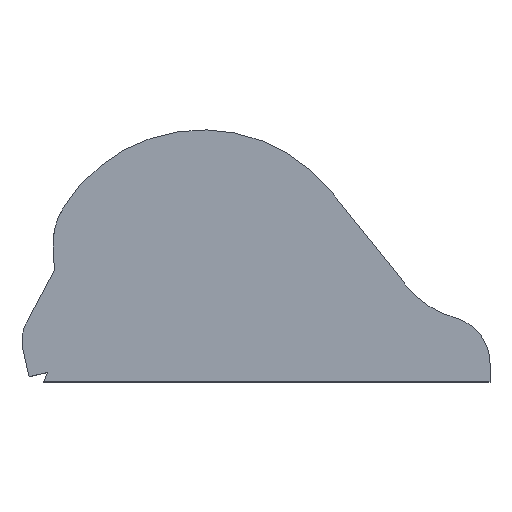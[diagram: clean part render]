
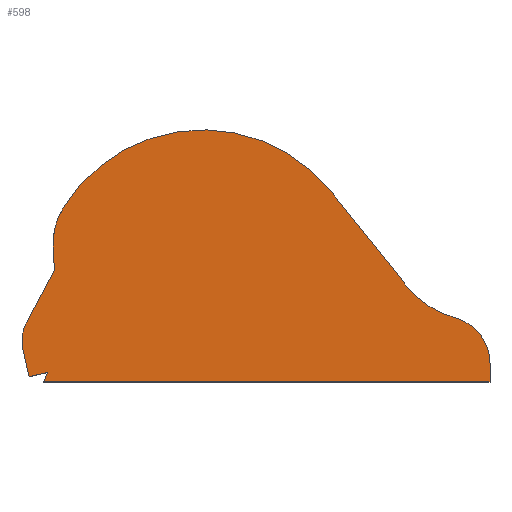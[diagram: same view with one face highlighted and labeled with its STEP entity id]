
A CAD part, top view. The second image highlights one B-rep face of the part: STEP entity #598.
In plain terms, the highlighted planar face has unit normal (0, 0, 1).
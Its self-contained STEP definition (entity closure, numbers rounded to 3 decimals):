
#9 = ORIENTED_EDGE ( 'NONE', *, *, #313, .T. ) ;
#10 = DIRECTION ( 'NONE',  ( 1., 0., 0. ) ) ;
#29 = VECTOR ( 'NONE', #167, 1000. ) ;
#30 = CARTESIAN_POINT ( 'NONE',  ( 4.941, 45.35, 0. ) ) ;
#38 = EDGE_CURVE ( 'NONE', #1294, #826, #623, .T. ) ;
#42 = CARTESIAN_POINT ( 'NONE',  ( 0., 0., 0. ) ) ;
#50 = CARTESIAN_POINT ( 'NONE',  ( 114.748, 41.407, 0. ) ) ;
#56 = DIRECTION ( 'NONE',  ( 0., 0., 1. ) ) ;
#59 = ORIENTED_EDGE ( 'NONE', *, *, #1128, .T. ) ;
#71 = CARTESIAN_POINT ( 'NONE',  ( 117., 0., 0. ) ) ;
#78 = CARTESIAN_POINT ( 'NONE',  ( 2.753, 29.162, 0. ) ) ;
#91 = CARTESIAN_POINT ( 'NONE',  ( -5.48, 8.61, 0. ) ) ;
#94 = CARTESIAN_POINT ( 'NONE',  ( 93.076, 27.911, 0. ) ) ;
#96 = EDGE_CURVE ( 'NONE', #637, #1124, #526, .T. ) ;
#106 = CARTESIAN_POINT ( 'NONE',  ( 1., 2.5, 0. ) ) ;
#107 = CARTESIAN_POINT ( 'NONE',  ( -4.541, 15.485, 0. ) ) ;
#113 = CIRCLE ( 'NONE', #746, 10. ) ;
#118 = LINE ( 'NONE', #524, #736 ) ;
#160 = ORIENTED_EDGE ( 'NONE', *, *, #753, .T. ) ;
#167 = DIRECTION ( 'NONE',  ( 0., 1., 0. ) ) ;
#178 = DIRECTION ( 'NONE',  ( -0.627, 0.779, 0. ) ) ;
#183 = DIRECTION ( 'NONE',  ( 1., 0., 0. ) ) ;
#184 = CARTESIAN_POINT ( 'NONE',  ( 104.5, 4.783, 0. ) ) ;
#193 = CARTESIAN_POINT ( 'NONE',  ( 1., 2.5, 0. ) ) ;
#198 = ORIENTED_EDGE ( 'NONE', *, *, #1162, .T. ) ;
#202 = ORIENTED_EDGE ( 'NONE', *, *, #373, .T. ) ;
#205 = VECTOR ( 'NONE', #178, 1000. ) ;
#214 = ORIENTED_EDGE ( 'NONE', *, *, #335, .T. ) ;
#216 = VERTEX_POINT ( 'NONE', #486 ) ;
#228 = VERTEX_POINT ( 'NONE', #91 ) ;
#231 = VECTOR ( 'NONE', #959, 1000. ) ;
#233 = VERTEX_POINT ( 'NONE', #494 ) ;
#253 = DIRECTION ( 'NONE',  ( 0., 0., -1. ) ) ;
#267 = VERTEX_POINT ( 'NONE', #1013 ) ;
#277 = LINE ( 'NONE', #71, #29 ) ;
#292 = CARTESIAN_POINT ( 'NONE',  ( -3.881, 1.415, 0. ) ) ;
#313 = EDGE_CURVE ( 'NONE', #233, #920, #790, .T. ) ;
#324 = AXIS2_PLACEMENT_3D ( 'NONE', #725, #719, #1008 ) ;
#335 = EDGE_CURVE ( 'NONE', #620, #1294, #277, .T. ) ;
#353 = EDGE_CURVE ( 'NONE', #999, #216, #1104, .T. ) ;
#373 = EDGE_CURVE ( 'NONE', #1124, #620, #118, .T. ) ;
#387 = DIRECTION ( 'NONE',  ( 0., 0., 1. ) ) ;
#393 = VECTOR ( 'NONE', #890, 1000. ) ;
#398 = EDGE_CURVE ( 'NONE', #267, #233, #857, .T. ) ;
#415 = ORIENTED_EDGE ( 'NONE', *, *, #874, .T. ) ;
#424 = DIRECTION ( 'NONE',  ( 0., 0., 1. ) ) ;
#429 = AXIS2_PLACEMENT_3D ( 'NONE', #824, #387, #183 ) ;
#433 = LINE ( 'NONE', #542, #231 ) ;
#439 = CIRCLE ( 'NONE', #821, 25.531 ) ;
#447 = CARTESIAN_POINT ( 'NONE',  ( -5.48, 8.61, 0. ) ) ;
#450 = VERTEX_POINT ( 'NONE', #30 ) ;
#484 = DIRECTION ( 'NONE',  ( -0.471, -0.882, 0. ) ) ;
#486 = CARTESIAN_POINT ( 'NONE',  ( 75.224, 50.074, 0. ) ) ;
#494 = CARTESIAN_POINT ( 'NONE',  ( 2.753, 29.162, 0. ) ) ;
#524 = CARTESIAN_POINT ( 'NONE',  ( 0., 0., 0. ) ) ;
#526 = LINE ( 'NONE', #106, #554 ) ;
#537 = VECTOR ( 'NONE', #1182, 1000. ) ;
#542 = CARTESIAN_POINT ( 'NONE',  ( -3.881, 1.415, 0. ) ) ;
#554 = VECTOR ( 'NONE', #925, 1000. ) ;
#598 = ADVANCED_FACE ( 'NONE', ( #899 ), #780, .T. ) ;
#606 = CARTESIAN_POINT ( 'NONE',  ( 117., 4.783, 0. ) ) ;
#620 = VERTEX_POINT ( 'NONE', #675 ) ;
#623 = CIRCLE ( 'NONE', #808, 12.5 ) ;
#637 = VERTEX_POINT ( 'NONE', #193 ) ;
#645 = ORIENTED_EDGE ( 'NONE', *, *, #870, .T. ) ;
#661 = ORIENTED_EDGE ( 'NONE', *, *, #353, .T. ) ;
#663 = DIRECTION ( 'NONE',  ( 1., 0., 0. ) ) ;
#667 = DIRECTION ( 'NONE',  ( 0., 0., 1. ) ) ;
#669 = ORIENTED_EDGE ( 'NONE', *, *, #38, .T. ) ;
#675 = CARTESIAN_POINT ( 'NONE',  ( 117., 0., 0. ) ) ;
#719 = DIRECTION ( 'NONE',  ( 0., 0., 1. ) ) ;
#725 = CARTESIAN_POINT ( 'NONE',  ( 19.488, 36.554, 0. ) ) ;
#732 = CARTESIAN_POINT ( 'NONE',  ( 104.5, 4.783, 0. ) ) ;
#736 = VECTOR ( 'NONE', #1046, 1000. ) ;
#746 = AXIS2_PLACEMENT_3D ( 'NONE', #980, #56, #1287 ) ;
#748 = AXIS2_PLACEMENT_3D ( 'NONE', #184, #667, #883 ) ;
#753 = EDGE_CURVE ( 'NONE', #228, #910, #1180, .T. ) ;
#756 = CARTESIAN_POINT ( 'NONE',  ( 2.5, 35.917, 0. ) ) ;
#778 = VECTOR ( 'NONE', #484, 1000. ) ;
#780 = PLANE ( 'NONE',  #748 ) ;
#790 = LINE ( 'NONE', #78, #778 ) ;
#808 = AXIS2_PLACEMENT_3D ( 'NONE', #732, #424, #10 ) ;
#821 = AXIS2_PLACEMENT_3D ( 'NONE', #50, #253, #663 ) ;
#824 = CARTESIAN_POINT ( 'NONE',  ( 41.736, 23.1, 0. ) ) ;
#826 = VERTEX_POINT ( 'NONE', #975 ) ;
#857 = LINE ( 'NONE', #756, #537 ) ;
#870 = EDGE_CURVE ( 'NONE', #450, #267, #921, .T. ) ;
#874 = EDGE_CURVE ( 'NONE', #216, #450, #1027, .T. ) ;
#883 = DIRECTION ( 'NONE',  ( 1., 0., 0. ) ) ;
#890 = DIRECTION ( 'NONE',  ( 0.217, -0.976, 0. ) ) ;
#899 = FACE_OUTER_BOUND ( 'NONE', #1145, .T. ) ;
#908 = ORIENTED_EDGE ( 'NONE', *, *, #1210, .T. ) ;
#910 = VERTEX_POINT ( 'NONE', #292 ) ;
#920 = VERTEX_POINT ( 'NONE', #107 ) ;
#921 = CIRCLE ( 'NONE', #324, 17. ) ;
#925 = DIRECTION ( 'NONE',  ( -0.371, -0.928, 0. ) ) ;
#959 = DIRECTION ( 'NONE',  ( 0.976, 0.217, 0. ) ) ;
#975 = CARTESIAN_POINT ( 'NONE',  ( 107.868, 16.82, 0. ) ) ;
#980 = CARTESIAN_POINT ( 'NONE',  ( 4.282, 10.779, 0. ) ) ;
#999 = VERTEX_POINT ( 'NONE', #1048 ) ;
#1008 = DIRECTION ( 'NONE',  ( 1., 0., 0. ) ) ;
#1013 = CARTESIAN_POINT ( 'NONE',  ( 2.5, 35.917, 0. ) ) ;
#1027 = CIRCLE ( 'NONE', #429, 43. ) ;
#1046 = DIRECTION ( 'NONE',  ( 1., 0., 0. ) ) ;
#1048 = CARTESIAN_POINT ( 'NONE',  ( 93.076, 27.911, 0. ) ) ;
#1104 = LINE ( 'NONE', #94, #205 ) ;
#1124 = VERTEX_POINT ( 'NONE', #42 ) ;
#1128 = EDGE_CURVE ( 'NONE', #920, #228, #113, .T. ) ;
#1145 = EDGE_LOOP ( 'NONE', ( #908, #1260, #202, #214, #669, #198, #661, #415, #645, #1251, #9, #59, #160 ) ) ;
#1162 = EDGE_CURVE ( 'NONE', #826, #999, #439, .T. ) ;
#1180 = LINE ( 'NONE', #447, #393 ) ;
#1182 = DIRECTION ( 'NONE',  ( 0.037, -0.999, 0. ) ) ;
#1210 = EDGE_CURVE ( 'NONE', #910, #637, #433, .T. ) ;
#1251 = ORIENTED_EDGE ( 'NONE', *, *, #398, .T. ) ;
#1260 = ORIENTED_EDGE ( 'NONE', *, *, #96, .T. ) ;
#1287 = DIRECTION ( 'NONE',  ( 1., 0., 0. ) ) ;
#1294 = VERTEX_POINT ( 'NONE', #606 ) ;
